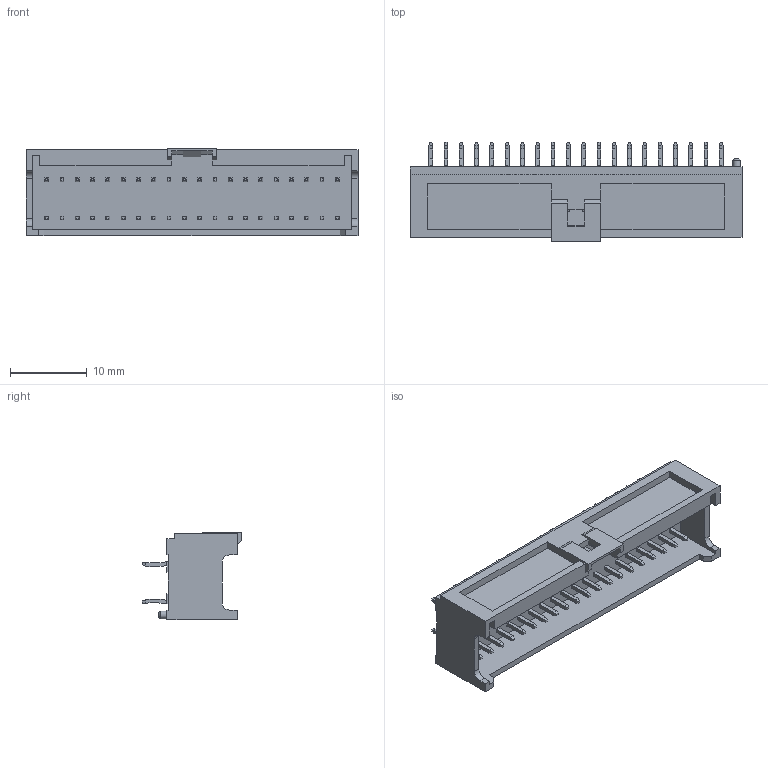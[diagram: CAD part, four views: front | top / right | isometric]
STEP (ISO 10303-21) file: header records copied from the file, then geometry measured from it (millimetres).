
FILE_DESCRIPTION( ( 'Unknown' ), '1' );
FILE_NAME( '62414021622.stp', 'Unknown', ( 'Unknown' ), ( 'Unknown' ), 'PSStep 17.0.49', 'Unknown', ' ' );
FILE_SCHEMA( ( 'AUTOMOTIVE_DESIGN { 1 0 10303 214 1 1 1 1 }' ) );
Length unit declared in the file: millimetre
Products named in the file (3): Assem1; 6241xx21622_PIN; 62414021622
Assembly tree (41 placements, depth 2):
  Assem1
    6241xx21622_PIN  x40
    62414021622
Bounding box: 43.4 x 12.95 x 11.5 mm (x, y, z)
Volume: 1787.3 mm3; surface area: 3725.7 mm2
Topology: 41 solids, 41 shells, 1260 faces, 3241 edges, 2105 vertices
Faces by surface type: plane 1254, cylinder 5, cone 1
Full cylindrical faces by diameter (mm): 1 x1
Entity records: 19049 total; most frequent: CARTESIAN_POINT 2666, ORIENTED_EDGE 2576, DIRECTION 2343, EDGE_CURVE 1288, LINE 1277, VECTOR 1277, VERTEX_POINT 856, EDGE_LOOP 606
